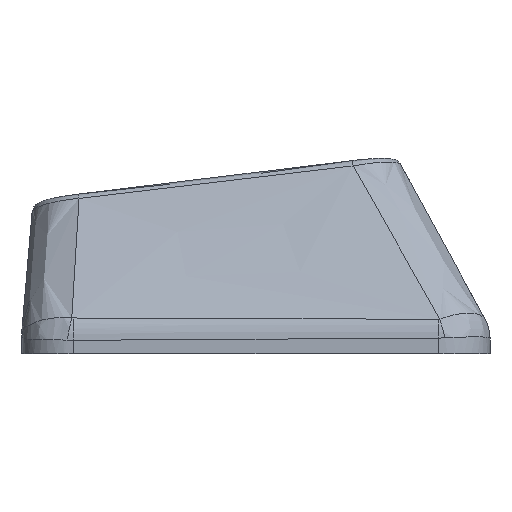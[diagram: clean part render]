
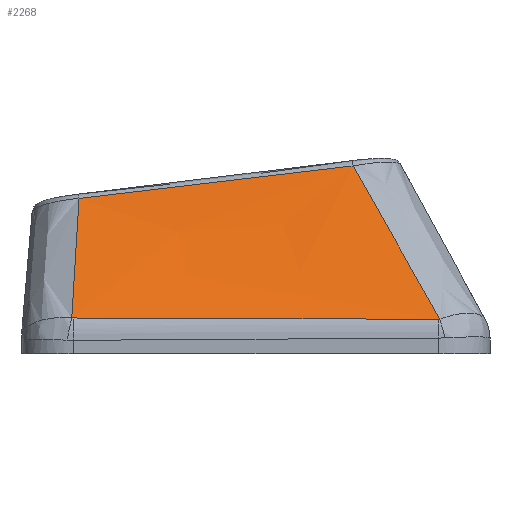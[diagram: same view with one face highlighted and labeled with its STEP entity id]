
A CAD part, left-side view. The second image highlights one B-rep face of the part: STEP entity #2268.
In plain terms, the highlighted free-form (B-spline) face has degree [3, 3] with [4, 4] control points.
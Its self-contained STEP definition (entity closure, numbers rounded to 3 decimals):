
#31=B_SPLINE_SURFACE_WITH_KNOTS('',3,3,((#4999,#5000,#5001,#5002),(#5003,
#5004,#5005,#5006),(#5007,#5008,#5009,#5010),(#5011,#5012,#5013,#5014)),
 .UNSPECIFIED.,.F.,.F.,.F.,(4,4),(4,4),(0.097,0.894),
(0.034,0.948),.UNSPECIFIED.);
#249=FACE_OUTER_BOUND('',#371,.T.);
#371=EDGE_LOOP('',(#1942,#1943,#1944,#1945,#1946,#1947));
#786=B_SPLINE_CURVE_WITH_KNOTS('',3,(#4677,#4678,#4679,#4680),
 .UNSPECIFIED.,.F.,.F.,(4,4),(0.,0.006),.UNSPECIFIED.);
#788=B_SPLINE_CURVE_WITH_KNOTS('',3,(#4704,#4705,#4706,#4707),
 .UNSPECIFIED.,.F.,.F.,(4,4),(0.,1.416),.UNSPECIFIED.);
#790=B_SPLINE_CURVE_WITH_KNOTS('',3,(#4731,#4732,#4733,#4734),
 .UNSPECIFIED.,.F.,.F.,(4,4),(0.,0.006),
 .UNSPECIFIED.);
#805=B_SPLINE_CURVE_WITH_KNOTS('',3,(#5016,#5017,#5018,#5019),
 .UNSPECIFIED.,.F.,.F.,(4,4),(0.028,0.788),
 .UNSPECIFIED.);
#806=B_SPLINE_CURVE_WITH_KNOTS('',3,(#5021,#5022,#5023,#5024),
 .UNSPECIFIED.,.F.,.F.,(4,4),(-1.071,0.),.UNSPECIFIED.);
#807=B_SPLINE_CURVE_WITH_KNOTS('',3,(#5025,#5026,#5027,#5028),
 .UNSPECIFIED.,.F.,.F.,(4,4),(-0.592,-0.024),
 .UNSPECIFIED.);
#1044=VERTEX_POINT('',#4639);
#1046=VERTEX_POINT('',#4670);
#1048=VERTEX_POINT('',#4697);
#1050=VERTEX_POINT('',#4724);
#1066=VERTEX_POINT('',#5015);
#1067=VERTEX_POINT('',#5020);
#1356=EDGE_CURVE('',#1044,#1046,#786,.T.);
#1359=EDGE_CURVE('',#1046,#1048,#788,.T.);
#1362=EDGE_CURVE('',#1048,#1050,#790,.T.);
#1386=EDGE_CURVE('',#1066,#1044,#805,.T.);
#1387=EDGE_CURVE('',#1067,#1066,#806,.T.);
#1388=EDGE_CURVE('',#1050,#1067,#807,.T.);
#1942=ORIENTED_EDGE('',*,*,#1362,.F.);
#1943=ORIENTED_EDGE('',*,*,#1359,.F.);
#1944=ORIENTED_EDGE('',*,*,#1356,.F.);
#1945=ORIENTED_EDGE('',*,*,#1386,.F.);
#1946=ORIENTED_EDGE('',*,*,#1387,.F.);
#1947=ORIENTED_EDGE('',*,*,#1388,.F.);
#2268=ADVANCED_FACE('',(#249),#31,.T.);
#4639=CARTESIAN_POINT('',(-20.793,-7.139,0.347));
#4670=CARTESIAN_POINT('',(-20.797,-7.077,0.34));
#4677=CARTESIAN_POINT('Ctrl Pts',(-20.793,-7.139,0.347));
#4678=CARTESIAN_POINT('Ctrl Pts',(-20.795,-7.119,0.342));
#4679=CARTESIAN_POINT('Ctrl Pts',(-20.797,-7.098,0.34));
#4680=CARTESIAN_POINT('Ctrl Pts',(-20.797,-7.077,0.34));
#4697=CARTESIAN_POINT('',(-20.712,7.087,0.389));
#4704=CARTESIAN_POINT('Ctrl Pts',(-20.797,-7.077,0.34));
#4705=CARTESIAN_POINT('Ctrl Pts',(-20.775,-2.356,0.355));
#4706=CARTESIAN_POINT('Ctrl Pts',(-20.748,2.365,0.372));
#4707=CARTESIAN_POINT('Ctrl Pts',(-20.712,7.087,0.389));
#4724=CARTESIAN_POINT('',(-20.708,7.148,0.395));
#4731=CARTESIAN_POINT('Ctrl Pts',(-20.712,7.087,0.389));
#4732=CARTESIAN_POINT('Ctrl Pts',(-20.712,7.107,0.389));
#4733=CARTESIAN_POINT('Ctrl Pts',(-20.71,7.128,0.391));
#4734=CARTESIAN_POINT('Ctrl Pts',(-20.708,7.148,0.395));
#4999=CARTESIAN_POINT('Ctrl Pts',(-17.445,-4.146,6.335));
#5000=CARTESIAN_POINT('Ctrl Pts',(-18.562,-5.145,4.337));
#5001=CARTESIAN_POINT('Ctrl Pts',(-19.679,-6.144,2.339));
#5002=CARTESIAN_POINT('Ctrl Pts',(-20.797,-7.142,0.34));
#5003=CARTESIAN_POINT('Ctrl Pts',(-17.445,-0.382,
5.893));
#5004=CARTESIAN_POINT('Ctrl Pts',(-18.562,-1.047,4.034));
#5005=CARTESIAN_POINT('Ctrl Pts',(-19.679,-1.713,2.175));
#5006=CARTESIAN_POINT('Ctrl Pts',(-20.797,-2.379,0.316));
#5007=CARTESIAN_POINT('Ctrl Pts',(-17.445,3.383,5.451));
#5008=CARTESIAN_POINT('Ctrl Pts',(-18.562,3.05,3.732));
#5009=CARTESIAN_POINT('Ctrl Pts',(-19.679,2.717,2.012));
#5010=CARTESIAN_POINT('Ctrl Pts',(-20.797,2.384,0.293));
#5011=CARTESIAN_POINT('Ctrl Pts',(-17.445,7.148,5.009));
#5012=CARTESIAN_POINT('Ctrl Pts',(-18.562,7.148,3.429));
#5013=CARTESIAN_POINT('Ctrl Pts',(-19.679,7.148,1.849));
#5014=CARTESIAN_POINT('Ctrl Pts',(-20.797,7.148,0.269));
#5015=CARTESIAN_POINT('',(-17.445,-3.764,6.29));
#5016=CARTESIAN_POINT('Ctrl Pts',(-17.445,-3.764,6.29));
#5017=CARTESIAN_POINT('Ctrl Pts',(-18.568,-4.896,4.315));
#5018=CARTESIAN_POINT('Ctrl Pts',(-19.682,-6.019,2.333));
#5019=CARTESIAN_POINT('Ctrl Pts',(-20.793,-7.139,0.347));
#5020=CARTESIAN_POINT('',(-17.453,6.867,5.03));
#5021=CARTESIAN_POINT('Ctrl Pts',(-17.453,6.867,5.03));
#5022=CARTESIAN_POINT('Ctrl Pts',(-17.451,3.323,5.448));
#5023=CARTESIAN_POINT('Ctrl Pts',(-17.448,-0.221,
5.868));
#5024=CARTESIAN_POINT('Ctrl Pts',(-17.445,-3.764,6.29));
#5025=CARTESIAN_POINT('Ctrl Pts',(-20.708,7.148,0.395));
#5026=CARTESIAN_POINT('Ctrl Pts',(-19.618,7.046,1.937));
#5027=CARTESIAN_POINT('Ctrl Pts',(-18.532,6.951,3.482));
#5028=CARTESIAN_POINT('Ctrl Pts',(-17.453,6.867,5.03));
